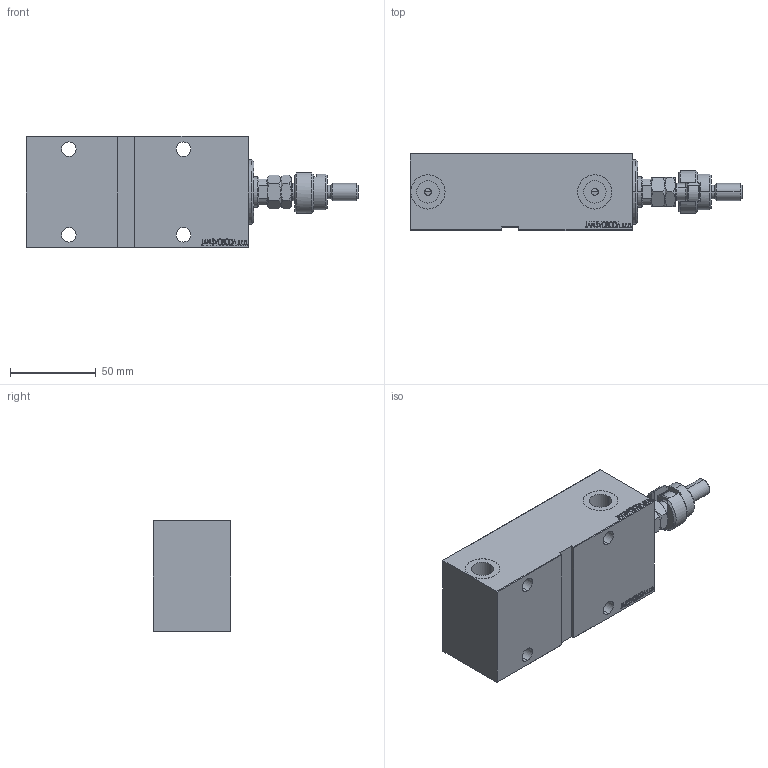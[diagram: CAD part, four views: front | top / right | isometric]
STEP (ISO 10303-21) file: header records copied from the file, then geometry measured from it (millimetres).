
FILE_DESCRIPTION (( 'STEP AP203' ), '1' );
FILE_NAME ('3ae3.STEP', '2022-05-10T11:30:27', ( '' ), ( '' ), 'SwSTEP 2.0', 'SolidWorks 2019', '' );
FILE_SCHEMA (( 'CONFIG_CONTROL_DESIGN' ));
Length unit declared in the file: millimetre
Products named in the file (7): 3ae3; MFA c8e6013c8872955ec83c008af7387046; V450CM_E_Body c8e6013c8872955ec83c008af7387046; V450CM_E_VCP c8e6013c8872955ec83c008af7387046; V450CM_VC_B c8e6013c8872955ec83c008af7387046; DFA c8e6013c8872955ec83c008af7387046; FEMALE_PART_FOR_DFA c8e6013c8872955ec83c008af7387046
Assembly tree (6 placements, depth 3):
  3ae3
    V450CM_E_Body c8e6013c8872955ec83c008af7387046
    V450CM_E_VCP c8e6013c8872955ec83c008af7387046
    V450CM_VC_B c8e6013c8872955ec83c008af7387046
    DFA c8e6013c8872955ec83c008af7387046
      FEMALE_PART_FOR_DFA c8e6013c8872955ec83c008af7387046
      MFA c8e6013c8872955ec83c008af7387046
Bounding box: 194 x 45 x 65 mm (x, y, z)
Volume: 351674.1 mm3; surface area: 71762.5 mm2
Topology: 5 solids, 5 shells, 961 faces, 2436 edges, 1597 vertices
Faces by surface type: plane 444, bspline 380, cylinder 79, cone 54, torus 4
Entity records: 46757 total; most frequent: CARTESIAN_POINT 25406, ORIENTED_EDGE 4868, DIRECTION 2992, EDGE_CURVE 2434, VERTEX_POINT 1597, LINE 1390, VECTOR 1390, EDGE_LOOP 1093
